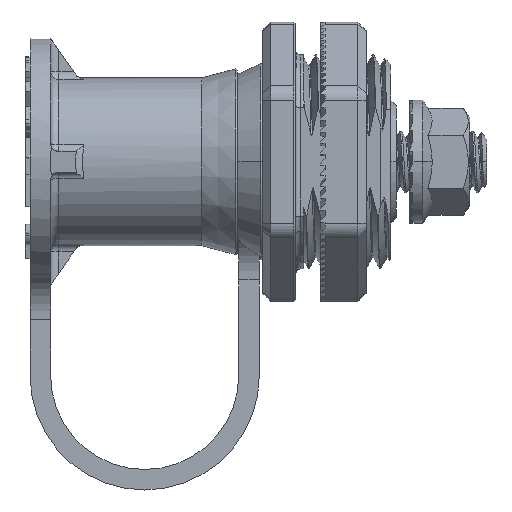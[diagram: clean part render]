
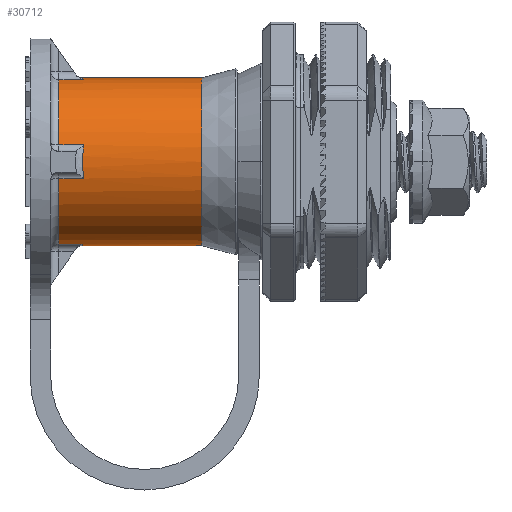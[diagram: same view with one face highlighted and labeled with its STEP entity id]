
A CAD part, left-side view. The second image highlights one B-rep face of the part: STEP entity #30712.
In plain terms, the highlighted cylindrical face has radius 12.954 mm (diameter 25.908 mm), a partial arc.
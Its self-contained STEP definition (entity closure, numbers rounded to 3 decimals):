
#652=CARTESIAN_POINT('',(0.,42.926,0.));
#653=DIRECTION('',(0.,1.,0.));
#654=DIRECTION('',(-0.201,0.,-0.98));
#655=AXIS2_PLACEMENT_3D('',#652,#653,#654);
#1010=DIRECTION('',(0.,1.,0.));
#1011=VECTOR('',#1010,3.863);
#1012=CARTESIAN_POINT('',(-2.602,39.063,
-12.69));
#1013=LINE('',#1012,#1011);
#1014=DIRECTION('',(0.,-1.,0.));
#1015=VECTOR('',#1014,3.863);
#1016=CARTESIAN_POINT('',(-12.69,42.926,-2.602));
#1017=LINE('',#1016,#1015);
#1018=CARTESIAN_POINT('',(-12.69,39.063,
-2.602));
#1019=CARTESIAN_POINT('',(-12.722,39.088,
-2.445));
#1020=CARTESIAN_POINT('',(-12.781,39.133,
-2.131));
#1021=CARTESIAN_POINT('',(-12.85,39.187,
-1.658));
#1022=CARTESIAN_POINT('',(-12.903,39.227,
-1.185));
#1023=CARTESIAN_POINT('',(-12.937,39.254,
-0.711));
#1024=CARTESIAN_POINT('',(-12.955,39.267,
-0.237));
#1025=CARTESIAN_POINT('',(-12.955,39.267,
0.237));
#1026=CARTESIAN_POINT('',(-12.937,39.254,
0.711));
#1027=CARTESIAN_POINT('',(-12.903,39.227,1.185));
#1028=CARTESIAN_POINT('',(-12.85,39.187,1.658));
#1029=CARTESIAN_POINT('',(-12.781,39.133,2.131));
#1030=CARTESIAN_POINT('',(-12.722,39.088,2.445));
#1031=CARTESIAN_POINT('',(-12.69,39.063,2.602));
#1033=DIRECTION('',(0.,1.,0.));
#1034=VECTOR('',#1033,3.863);
#1035=CARTESIAN_POINT('',(-12.69,39.063,2.602));
#1036=LINE('',#1035,#1034);
#1037=DIRECTION('',(0.,-1.,0.));
#1038=VECTOR('',#1037,3.863);
#1039=CARTESIAN_POINT('',(-2.602,42.926,12.69));
#1040=LINE('',#1039,#1038);
#1041=CARTESIAN_POINT('',(-2.602,39.063,12.69));
#1042=CARTESIAN_POINT('',(-2.458,39.086,12.719));
#1043=CARTESIAN_POINT('',(-2.17,39.128,12.773));
#1044=CARTESIAN_POINT('',(-1.737,39.178,12.84));
#1045=CARTESIAN_POINT('',(-1.303,39.218,12.891));
#1046=CARTESIAN_POINT('',(-0.869,39.246,
12.927));
#1047=CARTESIAN_POINT('',(-0.434,39.263,
12.949));
#1048=CARTESIAN_POINT('',(-0.145,39.266,
12.954));
#1049=CARTESIAN_POINT('',(0.,39.266,
12.954));
#1051=DIRECTION('',(0.,1.,0.));
#1052=VECTOR('',#1051,18.436);
#1053=CARTESIAN_POINT('',(0.,20.83,12.954));
#1054=LINE('',#1053,#1052);
#1055=CARTESIAN_POINT('',(0.,20.83,0.));
#1056=DIRECTION('',(0.,1.,0.));
#1057=DIRECTION('',(0.,0.,-1.));
#1058=AXIS2_PLACEMENT_3D('',#1055,#1056,#1057);
#1060=DIRECTION('',(0.,1.,0.));
#1061=VECTOR('',#1060,18.436);
#1062=CARTESIAN_POINT('',(0.,20.83,-12.954));
#1063=LINE('',#1062,#1061);
#1064=CARTESIAN_POINT('',(0.,39.266,
-12.954));
#1065=CARTESIAN_POINT('',(-0.145,39.266,
-12.954));
#1066=CARTESIAN_POINT('',(-0.434,39.263,
-12.949));
#1067=CARTESIAN_POINT('',(-0.869,39.246,
-12.927));
#1068=CARTESIAN_POINT('',(-1.303,39.218,
-12.891));
#1069=CARTESIAN_POINT('',(-1.737,39.178,
-12.84));
#1070=CARTESIAN_POINT('',(-2.17,39.128,
-12.773));
#1071=CARTESIAN_POINT('',(-2.458,39.086,
-12.719));
#1072=CARTESIAN_POINT('',(-2.602,39.063,
-12.69));
#1203=CARTESIAN_POINT('',(0.,42.926,0.));
#1204=DIRECTION('',(0.,1.,0.));
#1205=DIRECTION('',(-0.98,0.,0.201));
#1206=AXIS2_PLACEMENT_3D('',#1203,#1204,#1205);
#28663=CARTESIAN_POINT('',(0.,20.83,-12.954));
#28665=VERTEX_POINT('',#28663);
#28667=CARTESIAN_POINT('',(0.,20.83,12.954));
#28669=VERTEX_POINT('',#28667);
#29492=CARTESIAN_POINT('',(-2.602,42.926,-12.69));
#29493=VERTEX_POINT('',#29492);
#29496=CARTESIAN_POINT('',(-2.602,39.063,
-12.69));
#29497=VERTEX_POINT('',#29496);
#29498=VERTEX_POINT('',#1064);
#29514=CARTESIAN_POINT('',(-12.69,42.926,2.602));
#29516=VERTEX_POINT('',#29514);
#29520=CARTESIAN_POINT('',(-12.69,39.063,
2.602));
#29521=VERTEX_POINT('',#29520);
#29522=VERTEX_POINT('',#1018);
#29528=CARTESIAN_POINT('',(-12.69,42.926,-2.602));
#29530=VERTEX_POINT('',#29528);
#29545=VERTEX_POINT('',#1041);
#29546=VERTEX_POINT('',#1049);
#29552=CARTESIAN_POINT('',(-2.602,42.926,12.69));
#29554=VERTEX_POINT('',#29552);
#30685=CARTESIAN_POINT('',(0.,48.971,0.));
#30686=DIRECTION('',(0.,-1.,0.));
#30687=DIRECTION('',(0.,0.,1.));
#30688=AXIS2_PLACEMENT_3D('',#30685,#30686,#30687);
#30689=CYLINDRICAL_SURFACE('',#30688,12.954);
#30691=ORIENTED_EDGE('',*,*,#30690,.T.);
#30692=ORIENTED_EDGE('',*,*,#30270,.T.);
#30694=ORIENTED_EDGE('',*,*,#30693,.T.);
#30696=ORIENTED_EDGE('',*,*,#30695,.T.);
#30698=ORIENTED_EDGE('',*,*,#30697,.T.);
#30700=ORIENTED_EDGE('',*,*,#30699,.T.);
#30702=ORIENTED_EDGE('',*,*,#30701,.T.);
#30703=ORIENTED_EDGE('',*,*,#30678,.T.);
#30704=ORIENTED_EDGE('',*,*,#30508,.F.);
#30706=ORIENTED_EDGE('',*,*,#30705,.F.);
#30707=ORIENTED_EDGE('',*,*,#30504,.T.);
#30709=ORIENTED_EDGE('',*,*,#30708,.T.);
#30710=EDGE_LOOP('',(#30691,#30692,#30694,#30696,#30698,#30700,#30702,#30703,
#30704,#30706,#30707,#30709));
#30711=FACE_OUTER_BOUND('',#30710,.F.);
#30712=ADVANCED_FACE('',(#30711),#30689,.T.);
#656=CIRCLE('',#655,12.954);
#1032=B_SPLINE_CURVE_WITH_KNOTS('',3,(#1018,#1019,#1020,#1021,#1022,#1023,#1024,
#1025,#1026,#1027,#1028,#1029,#1030,#1031),.UNSPECIFIED.,.F.,.F.,(4,1,1,1,1,1,1,
1,1,1,1,4),(0.,0.091,0.182,0.273,
0.364,0.455,0.545,0.636,
0.727,0.818,0.909,1.),.UNSPECIFIED.);
#1050=B_SPLINE_CURVE_WITH_KNOTS('',3,(#1041,#1042,#1043,#1044,#1045,#1046,#1047,
#1048,#1049),.UNSPECIFIED.,.F.,.F.,(4,1,1,1,1,1,4),(0.,0.167,
0.333,0.5,0.667,0.833,1.),
.UNSPECIFIED.);
#1059=CIRCLE('',#1058,12.954);
#1073=B_SPLINE_CURVE_WITH_KNOTS('',3,(#1064,#1065,#1066,#1067,#1068,#1069,#1070,
#1071,#1072),.UNSPECIFIED.,.F.,.F.,(4,1,1,1,1,1,4),(0.,0.167,
0.333,0.5,0.667,0.833,1.),
.UNSPECIFIED.);
#1207=CIRCLE('',#1206,12.954);
#30270=EDGE_CURVE('',#29493,#29530,#656,.T.);
#30504=EDGE_CURVE('',#28665,#29498,#1063,.T.);
#30508=EDGE_CURVE('',#28669,#29546,#1054,.T.);
#30678=EDGE_CURVE('',#29545,#29546,#1050,.T.);
#30690=EDGE_CURVE('',#29497,#29493,#1013,.T.);
#30693=EDGE_CURVE('',#29530,#29522,#1017,.T.);
#30695=EDGE_CURVE('',#29522,#29521,#1032,.T.);
#30697=EDGE_CURVE('',#29521,#29516,#1036,.T.);
#30699=EDGE_CURVE('',#29516,#29554,#1207,.T.);
#30701=EDGE_CURVE('',#29554,#29545,#1040,.T.);
#30705=EDGE_CURVE('',#28665,#28669,#1059,.T.);
#30708=EDGE_CURVE('',#29498,#29497,#1073,.T.);
